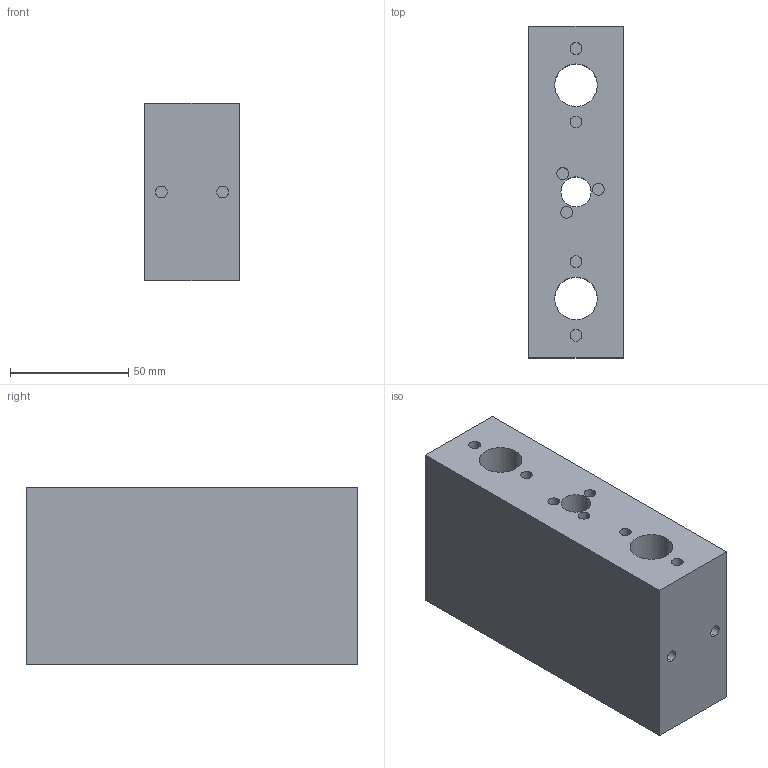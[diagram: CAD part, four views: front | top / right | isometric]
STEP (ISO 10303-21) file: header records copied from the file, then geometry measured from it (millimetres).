
FILE_DESCRIPTION (( 'STEP AP203' ), '1' );
FILE_NAME ('ZMountBlock.STEP', '2012-04-04T01:34:21', ( '' ), ( '' ), 'SwSTEP 2.0', 'SolidWorks 2010', '' );
FILE_SCHEMA (( 'CONFIG_CONTROL_DESIGN' ));
Length unit declared in the file: millimetre
Products named in the file (1): ZMountBlock
Bounding box: 40 x 140 x 75 mm (x, y, z)
Volume: 366438.4 mm3; surface area: 53115.8 mm2
Topology: 1 solids, 1 shells, 57 faces, 120 edges, 80 vertices
Faces by surface type: cylinder 36, plane 21
Entity records: 1655 total; most frequent: DIRECTION 308, CARTESIAN_POINT 258, ORIENTED_EDGE 240, AXIS2_PLACEMENT_3D 130, EDGE_CURVE 120, VERTEX_POINT 80, EDGE_LOOP 78, CIRCLE 72
